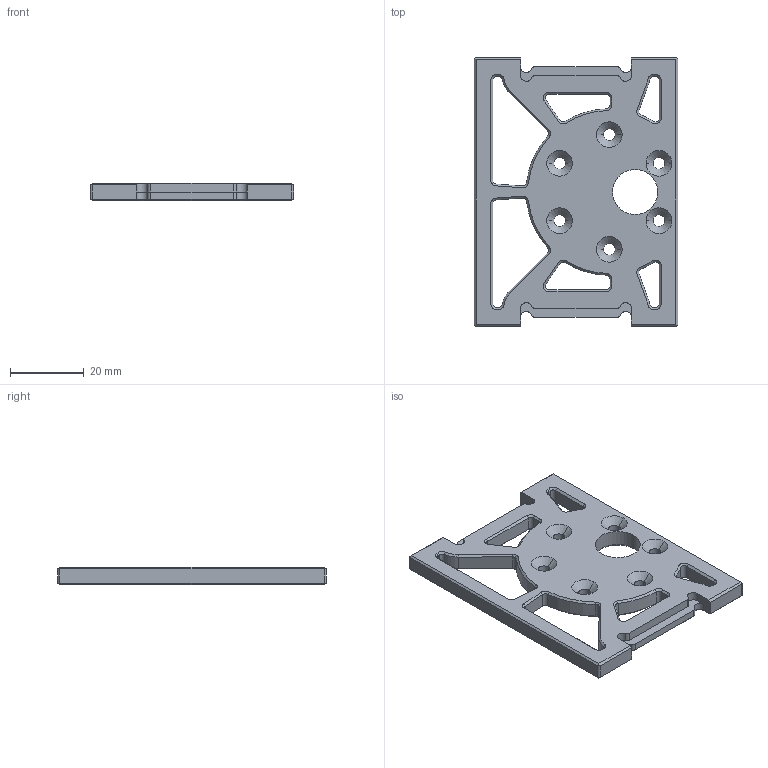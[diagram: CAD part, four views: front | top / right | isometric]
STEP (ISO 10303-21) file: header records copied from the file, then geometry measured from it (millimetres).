
FILE_DESCRIPTION (( 'STEP AP214' ), '1' );
FILE_NAME ('motor_front.STEP', '2023-05-01T22:49:42', ( '' ), ( '' ), 'SwSTEP 2.0', 'SolidWorks 2021', '' );
FILE_SCHEMA (( 'AUTOMOTIVE_DESIGN' ));
Length unit declared in the file: millimetre
Products named in the file (1): motor_front
Bounding box: 55 x 72.5 x 4.8 mm (x, y, z)
Volume: 12946.7 mm3; surface area: 8556 mm2
Topology: 1 solids, 1 shells, 370 faces, 915 edges, 560 vertices
Faces by surface type: plane 154, cone 110, cylinder 74, bspline 32
Entity records: 12567 total; most frequent: CARTESIAN_POINT 3858, ORIENTED_EDGE 1830, DIRECTION 1751, EDGE_CURVE 915, AXIS2_PLACEMENT_3D 589, VECTOR 573, LINE 573, VERTEX_POINT 560
